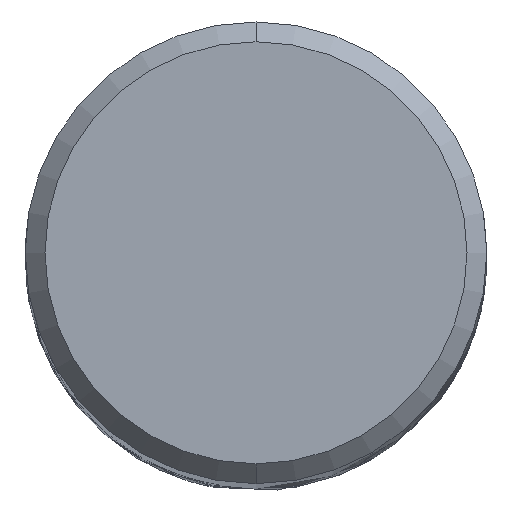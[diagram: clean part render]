
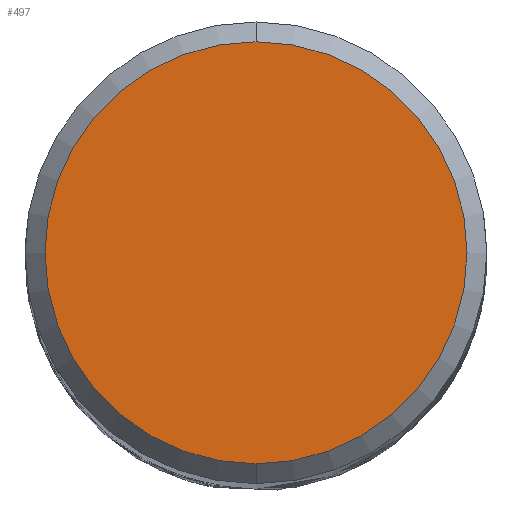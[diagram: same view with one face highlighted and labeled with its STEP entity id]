
A CAD part, top view. The second image highlights one B-rep face of the part: STEP entity #497.
In plain terms, the highlighted planar face has unit normal (0, 0, 1).
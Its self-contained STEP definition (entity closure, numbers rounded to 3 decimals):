
#391=EDGE_CURVE('',#473,#625,#943,.T.);
#473=VERTEX_POINT('',#1031);
#497=ADVANCED_FACE('',(#1058),#1059,.T.);
#625=VERTEX_POINT('',#1193);
#733=EDGE_CURVE('',#625,#473,#1314,.T.);
#943=CIRCLE('',#2753,6.4);
#1031=CARTESIAN_POINT('',(0.,-6.4,0.0));
#1058=FACE_OUTER_BOUND('',#3219,.T.);
#1059=PLANE('',#3220);
#1193=CARTESIAN_POINT('',(0.0,6.4,0.0));
#1314=CIRCLE('',#5900,6.4);
#2753=AXIS2_PLACEMENT_3D('',#7080,#7081,#7082);
#3219=EDGE_LOOP('',(#7189,#7190));
#3220=AXIS2_PLACEMENT_3D('',#7191,#7192,#7193);
#5900=AXIS2_PLACEMENT_3D('',#7435,#7436,#7437);
#7080=CARTESIAN_POINT('',(0.0,0.0,0.0));
#7081=DIRECTION('',(0.0,0.0,-1.0));
#7082=DIRECTION('',(0.0,1.0,0.0));
#7189=ORIENTED_EDGE('',*,*,#733,.F.);
#7190=ORIENTED_EDGE('',*,*,#391,.F.);
#7191=CARTESIAN_POINT('',(0.0,3.2,0.0));
#7192=DIRECTION('',(-0.0,0.0,1.0));
#7193=DIRECTION('',(0.0,-1.0,0.0));
#7435=CARTESIAN_POINT('',(0.0,0.0,0.0));
#7436=DIRECTION('',(0.0,0.0,-1.0));
#7437=DIRECTION('',(0.0,1.0,0.0));
